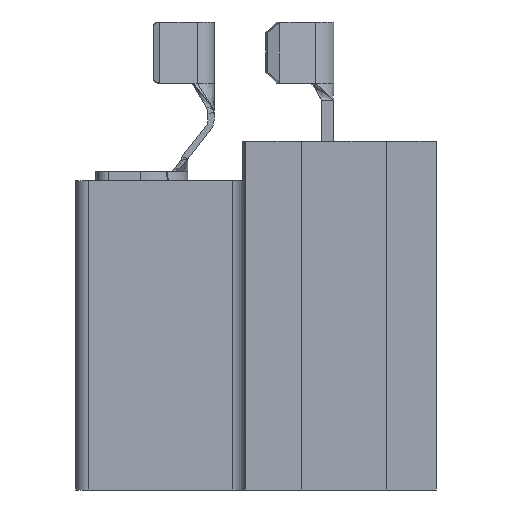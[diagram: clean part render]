
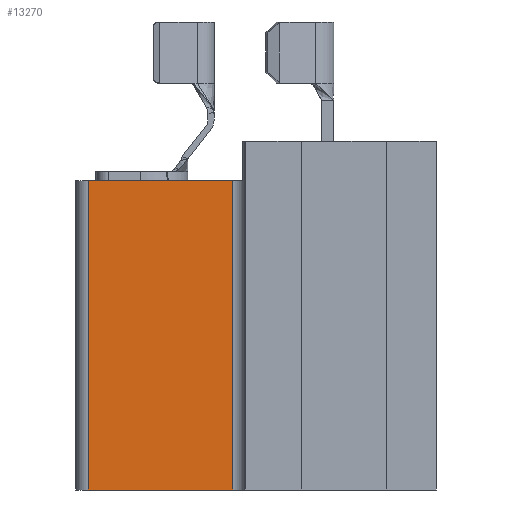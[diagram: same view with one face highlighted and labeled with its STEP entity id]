
A CAD part, left-side view. The second image highlights one B-rep face of the part: STEP entity #13270.
In plain terms, the highlighted planar face has unit normal (-1, 0.023, 0).
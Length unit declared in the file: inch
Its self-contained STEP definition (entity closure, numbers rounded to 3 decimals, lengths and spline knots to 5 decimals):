
#1619 = CARTESIAN_POINT ( 'NONE',  ( -0.14668, 0.38444, 0. ) ) ;
#1829 = AXIS2_PLACEMENT_3D ( 'NONE', #5577, #15173, #6940 ) ;
#1832 = CARTESIAN_POINT ( 'NONE',  ( -0.14668, 0.38444, 0.71 ) ) ;
#1978 = VECTOR ( 'NONE', #7083, 39.37008 ) ;
#2407 = LINE ( 'NONE', #11144, #1978 ) ;
#2590 = CARTESIAN_POINT ( 'NONE',  ( -0.15432, 0.05356, 0.71 ) ) ;
#3741 = LINE ( 'NONE', #14298, #10992 ) ;
#4093 = ORIENTED_EDGE ( 'NONE', *, *, #9498, .T. ) ;
#4719 = DIRECTION ( 'NONE',  ( -0.023, -1., 0. ) ) ;
#4989 = ORIENTED_EDGE ( 'NONE', *, *, #6229, .T. ) ;
#5577 = CARTESIAN_POINT ( 'NONE',  ( -0.146, 0.41375, 0.8 ) ) ;
#6229 = EDGE_CURVE ( 'NONE', #6402, #13905, #7316, .T. ) ;
#6320 = EDGE_CURVE ( 'NONE', #11798, #11166, #2407, .T. ) ;
#6402 = VERTEX_POINT ( 'NONE', #1832 ) ;
#6512 = DIRECTION ( 'NONE',  ( -0.023, -1., 0. ) ) ;
#6609 = CARTESIAN_POINT ( 'NONE',  ( -0.15432, 0.05356, 0. ) ) ;
#6940 = DIRECTION ( 'NONE',  ( 0.023, 1., 0. ) ) ;
#7083 = DIRECTION ( 'NONE',  ( 0., 0., 1. ) ) ;
#7316 = LINE ( 'NONE', #16472, #10950 ) ;
#9498 = EDGE_CURVE ( 'NONE', #13905, #11798, #13228, .T. ) ;
#9888 = EDGE_LOOP ( 'NONE', ( #4093, #13109, #16471, #4989 ) ) ;
#10950 = VECTOR ( 'NONE', #15090, 39.37008 ) ;
#10992 = VECTOR ( 'NONE', #4719, 39.37008 ) ;
#11144 = CARTESIAN_POINT ( 'NONE',  ( -0.15432, 0.05356, 0.8 ) ) ;
#11166 = VERTEX_POINT ( 'NONE', #2590 ) ;
#11798 = VERTEX_POINT ( 'NONE', #6609 ) ;
#12045 = FACE_OUTER_BOUND ( 'NONE', #9888, .T. ) ;
#12177 = EDGE_CURVE ( 'NONE', #6402, #11166, #3741, .T. ) ;
#12809 = VECTOR ( 'NONE', #6512, 39.37008 ) ;
#13109 = ORIENTED_EDGE ( 'NONE', *, *, #6320, .T. ) ;
#13228 = LINE ( 'NONE', #13348, #12809 ) ;
#13270 = ADVANCED_FACE ( 'NONE', ( #12045 ), #13789, .F. ) ;
#13348 = CARTESIAN_POINT ( 'NONE',  ( -0.146, 0.41375, 0. ) ) ;
#13789 = PLANE ( 'NONE',  #1829 ) ;
#13905 = VERTEX_POINT ( 'NONE', #1619 ) ;
#14298 = CARTESIAN_POINT ( 'NONE',  ( -0.146, 0.41375, 0.71 ) ) ;
#15090 = DIRECTION ( 'NONE',  ( 0., 0., -1. ) ) ;
#15173 = DIRECTION ( 'NONE',  ( 1., -0.023, 0. ) ) ;
#16471 = ORIENTED_EDGE ( 'NONE', *, *, #12177, .F. ) ;
#16472 = CARTESIAN_POINT ( 'NONE',  ( -0.14668, 0.38444, 0.8 ) ) ;
